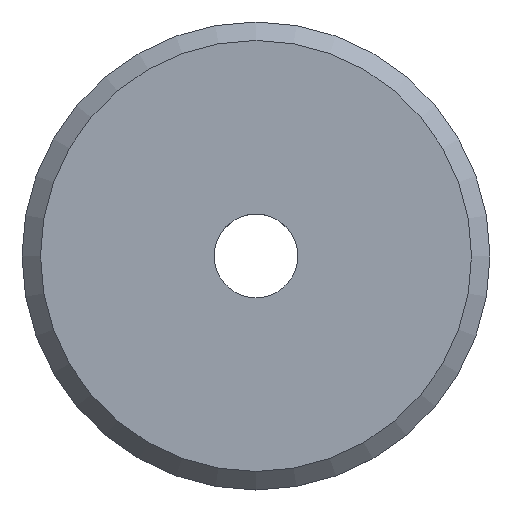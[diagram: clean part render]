
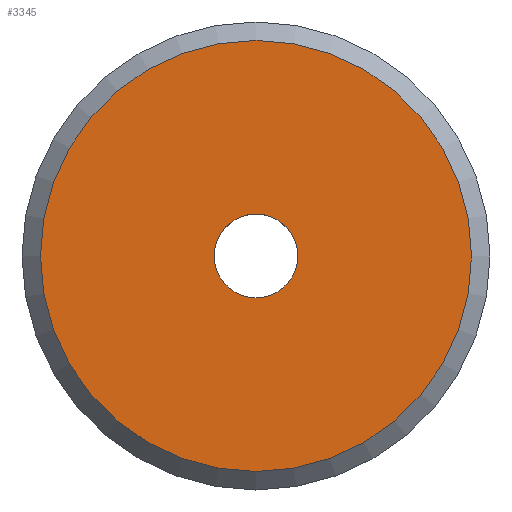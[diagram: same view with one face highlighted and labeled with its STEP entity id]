
A CAD part, top view. The second image highlights one B-rep face of the part: STEP entity #3345.
In plain terms, the highlighted planar face has unit normal (0, 0, 1).
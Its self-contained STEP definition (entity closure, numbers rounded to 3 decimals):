
#568=FACE_BOUND('',#764,.T.);
#574=FACE_OUTER_BOUND('',#763,.T.);
#763=EDGE_LOOP('',(#2425));
#764=EDGE_LOOP('',(#2426));
#1132=CIRCLE('',#3727,8.75);
#1135=CIRCLE('',#3732,1.7);
#1499=VERTEX_POINT('',#5760);
#1502=VERTEX_POINT('',#5770);
#1866=EDGE_CURVE('',#1499,#1499,#1132,.T.);
#1871=EDGE_CURVE('',#1502,#1502,#1135,.T.);
#2425=ORIENTED_EDGE('',*,*,#1866,.F.);
#2426=ORIENTED_EDGE('',*,*,#1871,.T.);
#3339=PLANE('',#3731);
#3345=ADVANCED_FACE('',(#574,#568),#3339,.T.);
#3727=AXIS2_PLACEMENT_3D('',#5761,#4467,#4468);
#3731=AXIS2_PLACEMENT_3D('',#5769,#4477,#4478);
#3732=AXIS2_PLACEMENT_3D('',#5771,#4479,#4480);
#4467=DIRECTION('center_axis',(0.,0.,-1.));
#4468=DIRECTION('ref_axis',(1.,0.,0.));
#4477=DIRECTION('center_axis',(0.,0.,1.));
#4478=DIRECTION('ref_axis',(1.,0.,0.));
#4479=DIRECTION('center_axis',(0.,0.,-1.));
#4480=DIRECTION('ref_axis',(-1.,0.,0.));
#5760=CARTESIAN_POINT('',(-8.75,0.,7.5));
#5761=CARTESIAN_POINT('Origin',(0.,0.,7.5));
#5769=CARTESIAN_POINT('Origin',(0.,0.,7.5));
#5770=CARTESIAN_POINT('',(1.7,0.,7.5));
#5771=CARTESIAN_POINT('Origin',(0.,0.,7.5));
